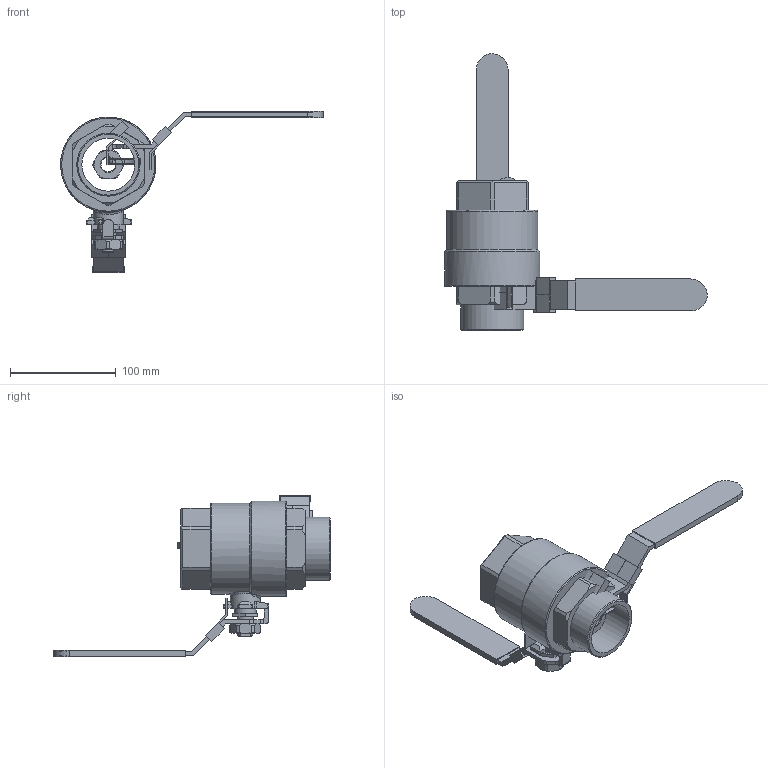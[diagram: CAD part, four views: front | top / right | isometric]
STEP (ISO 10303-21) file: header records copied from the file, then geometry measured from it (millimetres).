
FILE_DESCRIPTION( ( 'Unknown' ), '1' );
FILE_NAME( '8.102.050.stp', 'Unknown', ( 'Unknown' ), ( 'Unknown' ), 'PSStep 13.0', 'Unknown', ' ' );
FILE_SCHEMA( ( 'AUTOMOTIVE_DESIGN { 1 0 10303 214 1 1 1 1 }' ) );
Length unit declared in the file: millimetre
Products named in the file (7): Assem1; Hebel 050; Lasche 050; Ummantelung_050; Hebel_050; M14 flach; 8.102.050
Bounding box: 248.2 x 261.74 x 152.7 mm (x, y, z)
Volume: 931701.4 mm3; surface area: 246381.2 mm2
Topology: 13 solids, 13 shells, 474 faces, 1253 edges, 832 vertices
Faces by surface type: plane 327, cylinder 101, cone 38, bspline 4, torus 4
Full cylindrical faces by diameter (mm): 13.835 x2, 15 x2, 20.5 x2, 28.5 x2, 50 x2, 56.656 x2, 59.614 x2, 86 x2, 90 x2
Entity records: 8954 total; most frequent: CARTESIAN_POINT 2122, ORIENTED_EDGE 1052, DIRECTION 1035, EDGE_CURVE 526, LINE 361, VECTOR 361, VERTEX_POINT 357, AXIS2_PLACEMENT_3D 337
